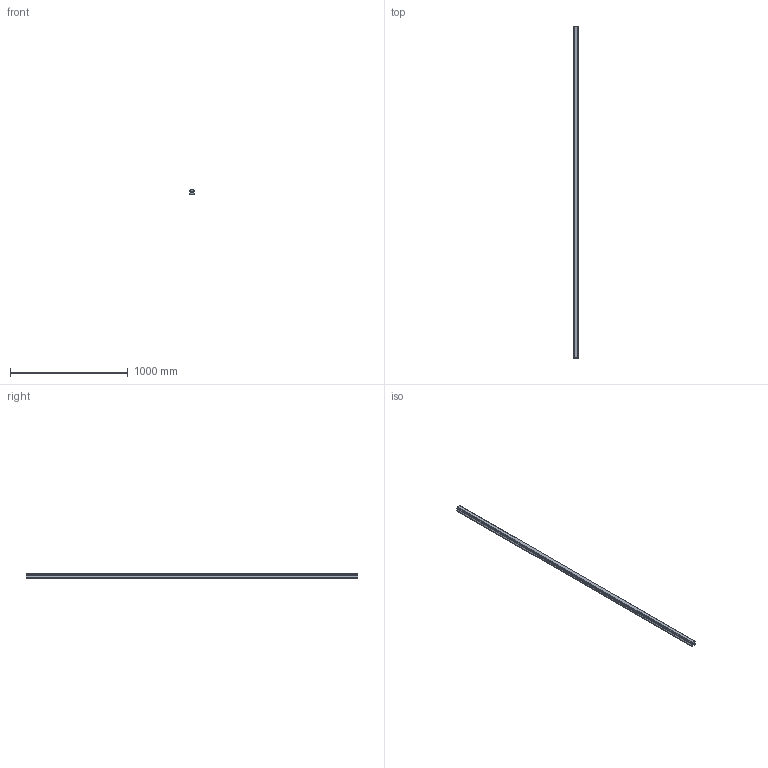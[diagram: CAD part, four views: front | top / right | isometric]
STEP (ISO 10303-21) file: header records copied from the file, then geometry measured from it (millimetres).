
FILE_DESCRIPTION(('STEP AP214'),'1');
FILE_NAME('cctmp_555C16C1-83CF-4CA9-A095-D759832A21E2_2021_02_01_12_11_40_0771..stp','2021-02-01T11:11:40',('HIWIN GmbH'),('CADClick - www.CADClick.com'),'Spatial InterOp 3D',' ','unknown authorization');
FILE_SCHEMA(('AUTOMOTIVE_DESIGN'));
Length unit declared in the file: millimetre
Products named in the file (1): HGR45T2820C_FILE
Bounding box: 45 x 2820 x 38 mm (x, y, z)
Volume: 3948949.6 mm3; surface area: 511024.3 mm2
Topology: 1 solids, 1 shells, 205 faces, 543 edges, 317 vertices
Faces by surface type: plane 93, cylinder 58, cone 54
Entity records: 7547 total; most frequent: DIRECTION 1017, CARTESIAN_POINT 1012, ORIENTED_EDGE 978, EDGE_CURVE 489, LINE 373, VECTOR 373, AXIS2_PLACEMENT_3D 322, VERTEX_POINT 317
